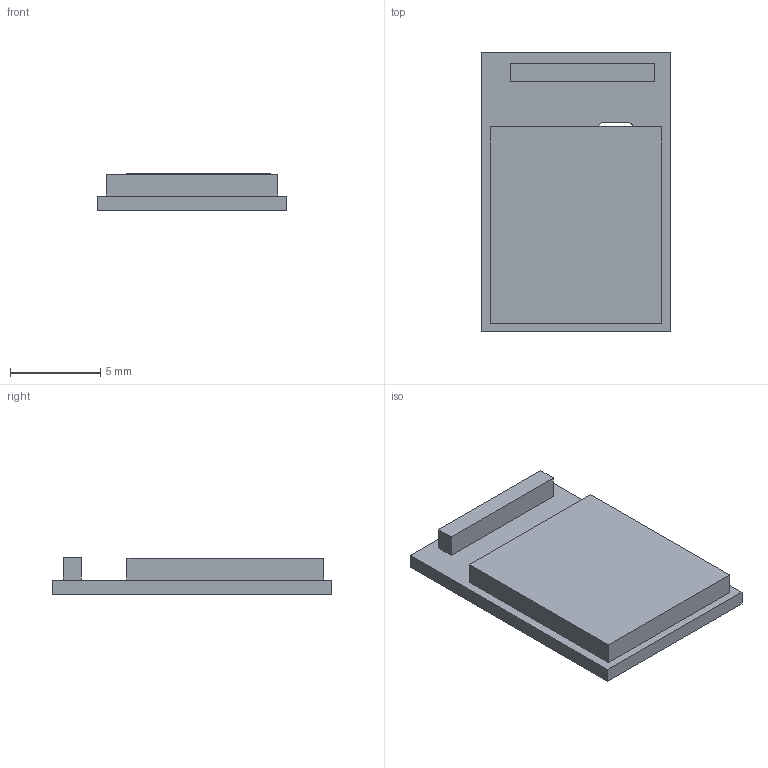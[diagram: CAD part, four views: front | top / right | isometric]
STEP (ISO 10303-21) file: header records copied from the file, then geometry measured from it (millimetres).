
FILE_DESCRIPTION(/* description */ (''),/* implementation_level */ '2;1');
FILE_NAME(/* name */ 'MDBT50Q-1MV2.step',/* time_stamp */ '2023-08-23T16:40:51+01:00',/* author */ (''),/* organization */ (''),/* preprocessor_version */ 'ST-DEVELOPER v20',/* originating_system */ 'Autodesk Translation Framework v12.9.0.99',/* authorisation */ '');
FILE_SCHEMA (('AUTOMOTIVE_DESIGN { 1 0 10303 214 3 1 1 }'));
Length unit declared in the file: millimetre
Products named in the file (1): (Unsaved)
Bounding box: 10.5 x 15.5 x 2.05 mm (x, y, z)
Volume: 263.7 mm3; surface area: 441.2 mm2
Topology: 1 solids, 1 shells, 21 faces, 52 edges, 34 vertices
Faces by surface type: plane 19, cylinder 2
Entity records: 653 total; most frequent: CARTESIAN_POINT 108, ORIENTED_EDGE 104, DIRECTION 102, EDGE_CURVE 52, LINE 46, VECTOR 46, VERTEX_POINT 34, AXIS2_PLACEMENT_3D 28
